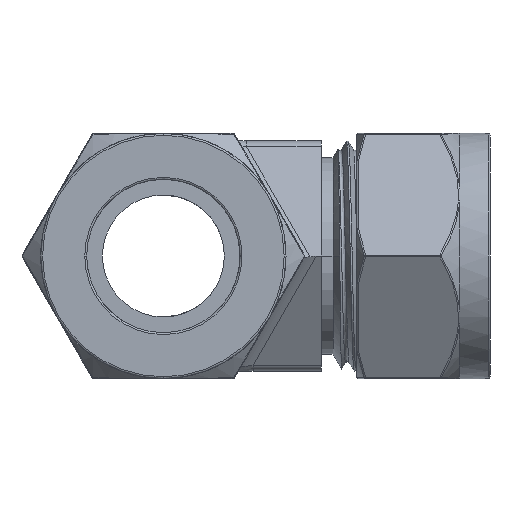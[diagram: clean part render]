
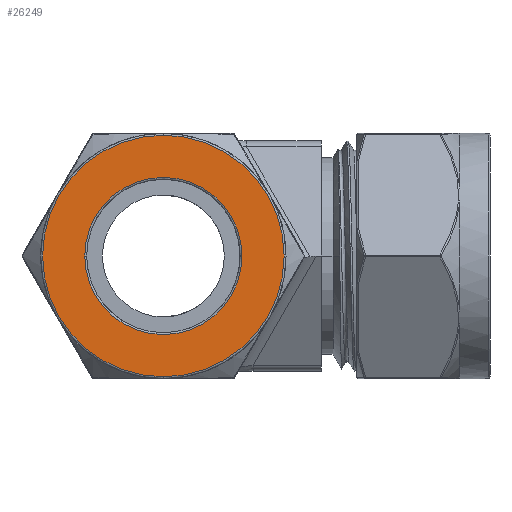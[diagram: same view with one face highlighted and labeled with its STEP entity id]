
A CAD part, left-side view. The second image highlights one B-rep face of the part: STEP entity #26249.
In plain terms, the highlighted face is planar.
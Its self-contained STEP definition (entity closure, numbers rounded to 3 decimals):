
#23692=CARTESIAN_POINT('',(0.,0.,0.));
#23693=DIRECTION('',(-1.,0.,0.));
#23694=DIRECTION('',(0.,1.,0.));
#23695=AXIS2_PLACEMENT_3D('',#23692,#23693,#23694);
#23697=CARTESIAN_POINT('',(0.,0.,0.));
#23698=DIRECTION('',(-1.,0.,0.));
#23699=DIRECTION('',(0.,-1.,0.));
#23700=AXIS2_PLACEMENT_3D('',#23697,#23698,#23699);
#23702=CARTESIAN_POINT('',(0.,0.,0.));
#23703=DIRECTION('',(1.,0.,0.));
#23704=DIRECTION('',(0.,0.,-1.));
#23705=AXIS2_PLACEMENT_3D('',#23702,#23703,#23704);
#23707=CARTESIAN_POINT('',(0.,0.,0.));
#23708=DIRECTION('',(1.,0.,0.));
#23709=DIRECTION('',(0.,0.,1.));
#23710=AXIS2_PLACEMENT_3D('',#23707,#23708,#23709);
#26052=CARTESIAN_POINT('',(0.,10.25,0.));
#26053=CARTESIAN_POINT('',(0.,-10.25,0.));
#26054=VERTEX_POINT('',#26052);
#26055=VERTEX_POINT('',#26053);
#26221=CARTESIAN_POINT('',(0.,0.,-15.75));
#26222=CARTESIAN_POINT('',(0.,0.,15.75));
#26223=VERTEX_POINT('',#26221);
#26224=VERTEX_POINT('',#26222);
#26232=CARTESIAN_POINT('',(0.,0.,0.));
#26233=DIRECTION('',(1.,0.,0.));
#26234=DIRECTION('',(0.,-1.,0.));
#26235=AXIS2_PLACEMENT_3D('',#26232,#26233,#26234);
#26236=PLANE('',#26235);
#26238=ORIENTED_EDGE('',*,*,#26237,.F.);
#26240=ORIENTED_EDGE('',*,*,#26239,.F.);
#26241=EDGE_LOOP('',(#26238,#26240));
#26242=FACE_OUTER_BOUND('',#26241,.F.);
#26244=ORIENTED_EDGE('',*,*,#26243,.F.);
#26246=ORIENTED_EDGE('',*,*,#26245,.F.);
#26247=EDGE_LOOP('',(#26244,#26246));
#26248=FACE_BOUND('',#26247,.F.);
#23696=CIRCLE('',#23695,10.25);
#23701=CIRCLE('',#23700,10.25);
#23706=CIRCLE('',#23705,15.75);
#23711=CIRCLE('',#23710,15.75);
#26237=EDGE_CURVE('',#26223,#26224,#23706,.T.);
#26239=EDGE_CURVE('',#26224,#26223,#23711,.T.);
#26243=EDGE_CURVE('',#26054,#26055,#23696,.T.);
#26245=EDGE_CURVE('',#26055,#26054,#23701,.T.);
#26249=ADVANCED_FACE('',(#26242,#26248),#26236,.T.);
